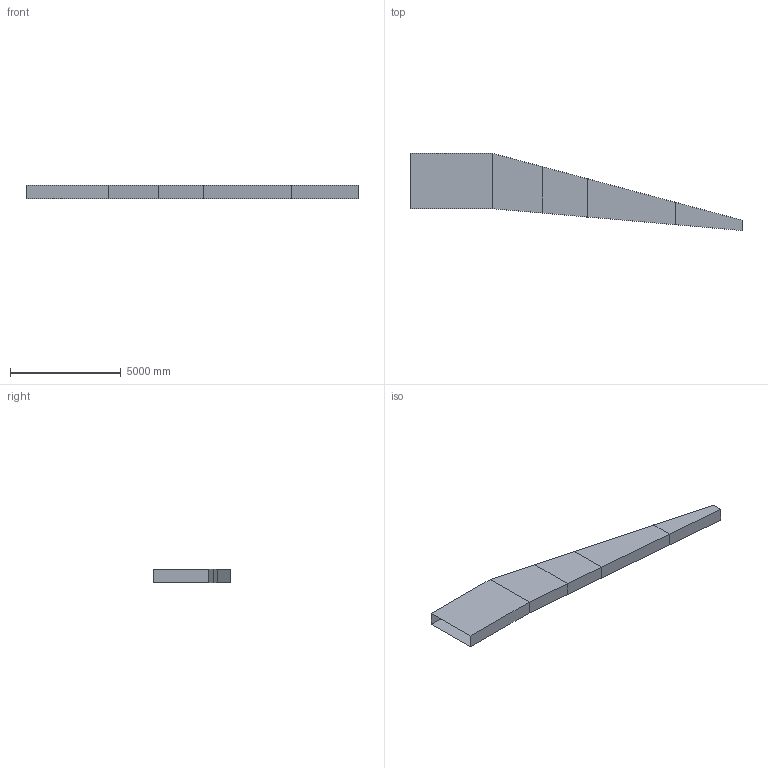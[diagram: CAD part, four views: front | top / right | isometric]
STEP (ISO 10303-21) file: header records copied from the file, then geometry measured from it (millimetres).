
FILE_DESCRIPTION(/* description */ (''),/* implementation_level */ '2;1');
FILE_NAME(/* name */ 'WingBox_Demonstrator_15m_V2.stp',/* time_stamp */ '2024-03-04T11:25:27+01:00',/* author */ ('Meyer-zu-Westerhause'),/* organization */ (''),/* preprocessor_version */ 'ST-DEVELOPER v19.2',/* originating_system */ 'Autodesk Inventor 2023',/* authorisation */ '');
FILE_SCHEMA (('AUTOMOTIVE_DESIGN { 1 0 10303 214 3 1 1 }'));
Length unit declared in the file: millimetre
Products named in the file (1): WingBox_Demonstrator_15m_V2
Bounding box: 15000 x 3484.25 x 600 mm (x, y, z)
Surface area: 74827286.8 mm2 (no closed solid volume)
Topology: 0 solids, 12 shells, 12 faces, 48 edges, 48 vertices
Faces by surface type: bspline 12
Entity records: 766 total; most frequent: CARTESIAN_POINT 433, B_SPLINE_CURVE_WITH_KNOTS 48, VERTEX_POINT 48, EDGE_CURVE 48, ORIENTED_EDGE 48, APPLIED_GROUP_ASSIGNMENT 12, GROUP 12, FACE_OUTER_BOUND 12
